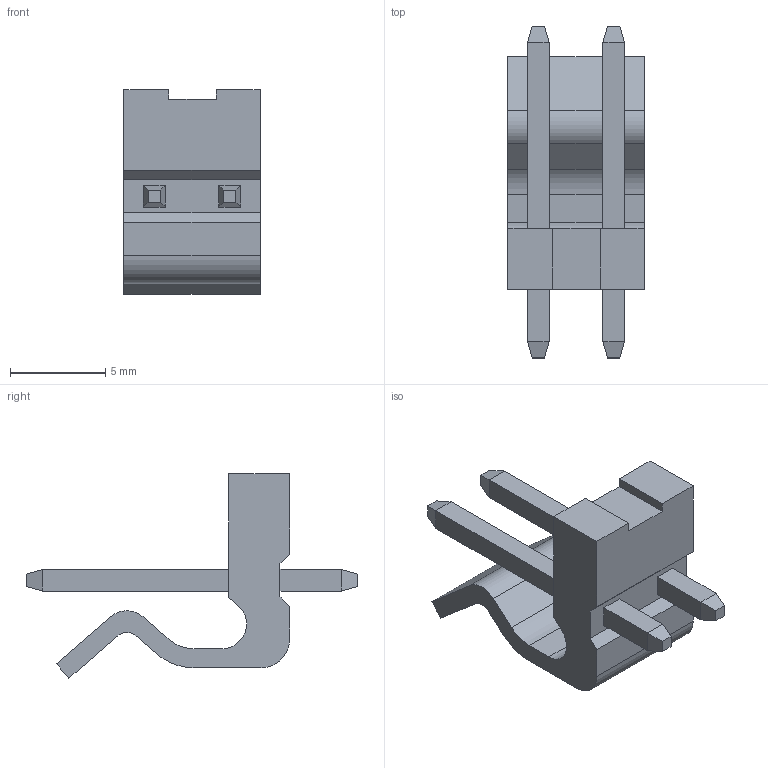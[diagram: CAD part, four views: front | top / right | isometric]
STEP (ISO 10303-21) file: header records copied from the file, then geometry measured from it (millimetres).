
FILE_DESCRIPTION((''),'2;1');
FILE_NAME('009652028','2013-12-04T',('me'),(''),'PRO/ENGINEER BY PARAMETRIC TECHNOLOGY CORPORATION, 2011490','PRO/ENGINEER BY PARAMETRIC TECHNOLOGY CORPORATION, 2011490','');
FILE_SCHEMA(('CONFIG_CONTROL_DESIGN'));
Length unit declared in the file: millimetre
Products named in the file (1): 009652028
Bounding box: 7.16 x 17.45 x 10.75 mm (x, y, z)
Volume: 316.8 mm3; surface area: 550.9 mm2
Topology: 1 solids, 1 shells, 63 faces, 159 edges, 102 vertices
Faces by surface type: plane 57, cylinder 6
Entity records: 1890 total; most frequent: CARTESIAN_POINT 321, ORIENTED_EDGE 310, DIRECTION 303, EDGE_CURVE 155, VECTOR 143, LINE 143, VERTEX_POINT 98, AXIS2_PLACEMENT_3D 80
